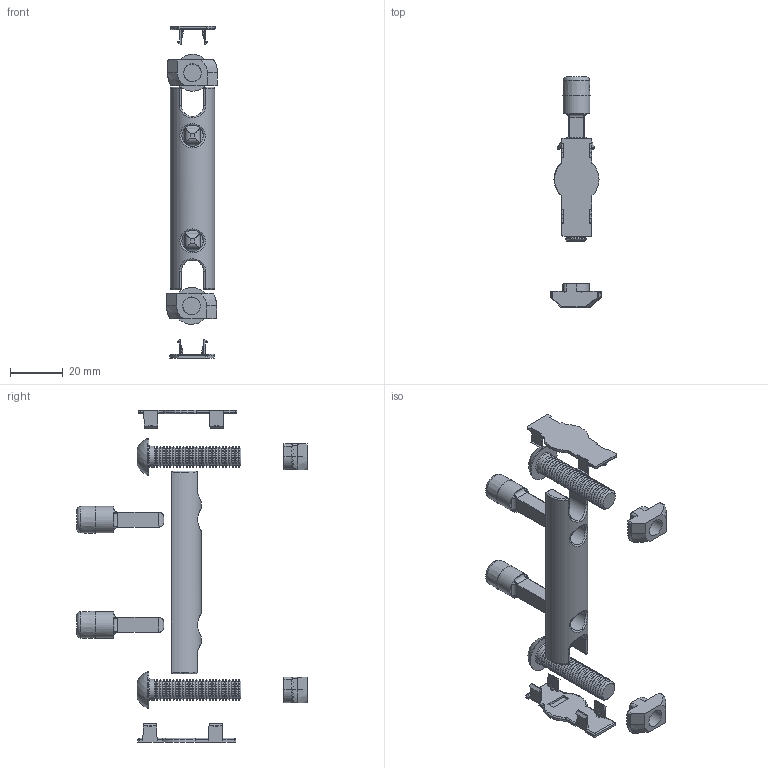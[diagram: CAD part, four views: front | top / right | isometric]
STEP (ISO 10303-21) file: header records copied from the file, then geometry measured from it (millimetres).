
FILE_DESCRIPTION(/* description */ (''),/* implementation_level */ '2;1');
FILE_NAME(/* name */ '412535622_Bolzenverbinder_80_Nut10.stp',/* time_stamp */ '2023-01-24T13:39:04+01:00',/* author */ ('Praktikant'),/* organization */ (''),/* preprocessor_version */ 'ST-DEVELOPER v17.2',/* originating_system */ 'Autodesk Inventor 2019',/* authorisation */ '');
FILE_SCHEMA (('AUTOMOTIVE_DESIGN { 1 0 10303 214 3 1 1 }'));
Length unit declared in the file: millimetre
Products named in the file (1): 412535622_Bolzenverbinder_80_Nut10
Bounding box: 19.32 x 87.52 x 126.26 mm (x, y, z)
Volume: 19546.3 mm3; surface area: 14125.8 mm2
Topology: 9 solids, 9 shells, 772 faces, 2185 edges, 1393 vertices
Faces by surface type: plane 317, cylinder 241, cone 116, bspline 42, sphere 38, torus 18
Full cylindrical faces by diameter (mm): 6.8 x2, 8 x54, 8.1 x2, 10.1 x2, 14 x2
Entity records: 29578 total; most frequent: CARTESIAN_POINT 8497, DIRECTION 4412, ORIENTED_EDGE 4278, EDGE_CURVE 2139, AXIS2_PLACEMENT_3D 1661, VERTEX_POINT 1393, LINE 1090, VECTOR 1090
